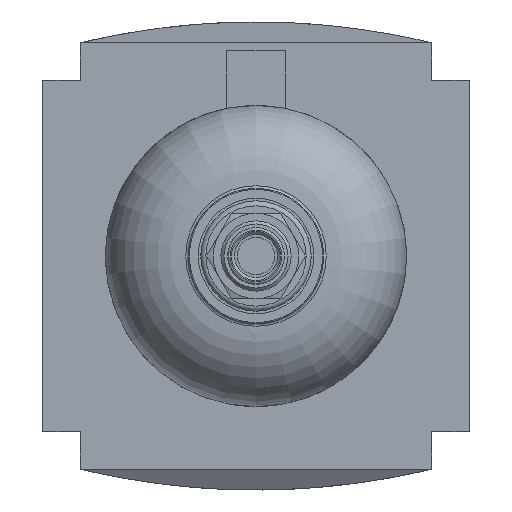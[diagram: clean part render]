
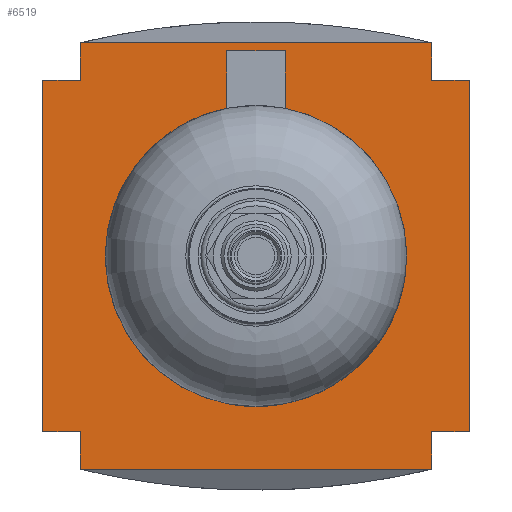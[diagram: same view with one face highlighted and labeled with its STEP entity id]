
A CAD part, front view. The second image highlights one B-rep face of the part: STEP entity #6519.
In plain terms, the highlighted planar face has unit normal (0, -1, 0).
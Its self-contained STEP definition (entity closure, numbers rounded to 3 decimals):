
#186=LINE('',#9082,#674);
#195=LINE('',#9109,#683);
#237=LINE('',#9204,#725);
#239=LINE('',#9209,#727);
#246=LINE('',#9223,#734);
#259=LINE('',#9249,#747);
#272=LINE('',#9278,#760);
#273=LINE('',#9279,#761);
#274=LINE('',#9280,#762);
#275=LINE('',#9281,#763);
#276=LINE('',#9282,#764);
#277=LINE('',#9283,#765);
#674=VECTOR('',#7630,1000.);
#683=VECTOR('',#7649,1000.);
#725=VECTOR('',#7705,1000.);
#727=VECTOR('',#7709,1000.);
#734=VECTOR('',#7718,1000.);
#747=VECTOR('',#7733,1000.);
#760=VECTOR('',#7762,1000.);
#761=VECTOR('',#7763,1000.);
#762=VECTOR('',#7764,1000.);
#763=VECTOR('',#7765,1000.);
#764=VECTOR('',#7766,1000.);
#765=VECTOR('',#7767,1000.);
#1135=PLANE('',#6897);
#1963=ORIENTED_EDGE('',*,*,#3072,.F.);
#1964=ORIENTED_EDGE('',*,*,#3102,.F.);
#1965=ORIENTED_EDGE('',*,*,#3017,.F.);
#1966=ORIENTED_EDGE('',*,*,#3103,.T.);
#1967=ORIENTED_EDGE('',*,*,#3085,.F.);
#1968=ORIENTED_EDGE('',*,*,#3104,.T.);
#1969=ORIENTED_EDGE('',*,*,#3065,.F.);
#1970=ORIENTED_EDGE('',*,*,#3105,.T.);
#1971=ORIENTED_EDGE('',*,*,#3004,.T.);
#1972=ORIENTED_EDGE('',*,*,#3106,.F.);
#1973=ORIENTED_EDGE('',*,*,#3063,.F.);
#1974=ORIENTED_EDGE('',*,*,#3107,.T.);
#3004=EDGE_CURVE('',#3616,#3615,#186,.T.);
#3017=EDGE_CURVE('',#3628,#3625,#195,.T.);
#3063=EDGE_CURVE('',#3674,#3668,#237,.T.);
#3065=EDGE_CURVE('',#3675,#3544,#239,.T.);
#3072=EDGE_CURVE('',#3681,#3683,#246,.T.);
#3085=EDGE_CURVE('',#3542,#3690,#259,.T.);
#3102=EDGE_CURVE('',#3625,#3681,#272,.T.);
#3103=EDGE_CURVE('',#3628,#3690,#273,.T.);
#3104=EDGE_CURVE('',#3542,#3544,#274,.T.);
#3105=EDGE_CURVE('',#3675,#3616,#275,.T.);
#3106=EDGE_CURVE('',#3668,#3615,#276,.T.);
#3107=EDGE_CURVE('',#3674,#3683,#277,.T.);
#3542=VERTEX_POINT('',#8930);
#3544=VERTEX_POINT('',#8934);
#3615=VERTEX_POINT('',#9081);
#3616=VERTEX_POINT('',#9083);
#3625=VERTEX_POINT('',#9103);
#3628=VERTEX_POINT('',#9108);
#3668=VERTEX_POINT('',#9191);
#3674=VERTEX_POINT('',#9203);
#3675=VERTEX_POINT('',#9207);
#3681=VERTEX_POINT('',#9221);
#3683=VERTEX_POINT('',#9224);
#3690=VERTEX_POINT('',#9239);
#4019=EDGE_LOOP('',(#1963,#1964,#1965,#1966,#1967,#1968,#1969,#1970,#1971,
#1972,#1973,#1974));
#4337=FACE_BOUND('',#4019,.T.);
#6519=ADVANCED_FACE('',(#4337),#1135,.F.);
#6897=AXIS2_PLACEMENT_3D('',#9277,#7760,#7761);
#7630=DIRECTION('',(0.,0.,-1.));
#7649=DIRECTION('',(0.,0.,-1.));
#7705=DIRECTION('',(0.,0.,1.));
#7709=DIRECTION('',(0.,0.,1.));
#7718=DIRECTION('',(0.,0.,-1.));
#7733=DIRECTION('',(0.,0.,-1.));
#7760=DIRECTION('',(0.,1.,0.));
#7761=DIRECTION('',(0.,0.,1.));
#7762=DIRECTION('',(-1.,0.,0.));
#7763=DIRECTION('',(-1.,0.,0.));
#7764=DIRECTION('',(-1.,0.,0.));
#7765=DIRECTION('',(-1.,0.,0.));
#7766=DIRECTION('',(-1.,0.,0.));
#7767=DIRECTION('',(1.,0.,0.));
#8930=CARTESIAN_POINT('',(35.,-51.,42.5));
#8934=CARTESIAN_POINT('',(-35.,-51.,42.5));
#9081=CARTESIAN_POINT('',(-42.5,-51.,-35.));
#9082=CARTESIAN_POINT('',(-42.5,-51.,35.));
#9083=CARTESIAN_POINT('',(-42.5,-51.,35.));
#9103=CARTESIAN_POINT('',(42.5,-51.,-35.));
#9108=CARTESIAN_POINT('',(42.5,-51.,35.));
#9109=CARTESIAN_POINT('',(42.5,-51.,35.));
#9191=CARTESIAN_POINT('',(-35.,-51.,-35.));
#9203=CARTESIAN_POINT('',(-35.,-51.,-42.5));
#9204=CARTESIAN_POINT('',(-35.,-51.,-42.5));
#9207=CARTESIAN_POINT('',(-35.,-51.,35.));
#9209=CARTESIAN_POINT('',(-35.,-51.,-42.5));
#9221=CARTESIAN_POINT('',(35.,-51.,-35.));
#9223=CARTESIAN_POINT('',(35.,-51.,42.5));
#9224=CARTESIAN_POINT('',(35.,-51.,-42.5));
#9239=CARTESIAN_POINT('',(35.,-51.,35.));
#9249=CARTESIAN_POINT('',(35.,-51.,42.5));
#9277=CARTESIAN_POINT('',(0.,-51.,103.36));
#9278=CARTESIAN_POINT('',(42.5,-51.,-35.));
#9279=CARTESIAN_POINT('',(42.5,-51.,35.));
#9280=CARTESIAN_POINT('',(0.,-51.,42.5));
#9281=CARTESIAN_POINT('',(42.5,-51.,35.));
#9282=CARTESIAN_POINT('',(42.5,-51.,-35.));
#9283=CARTESIAN_POINT('',(0.,-51.,-42.5));
